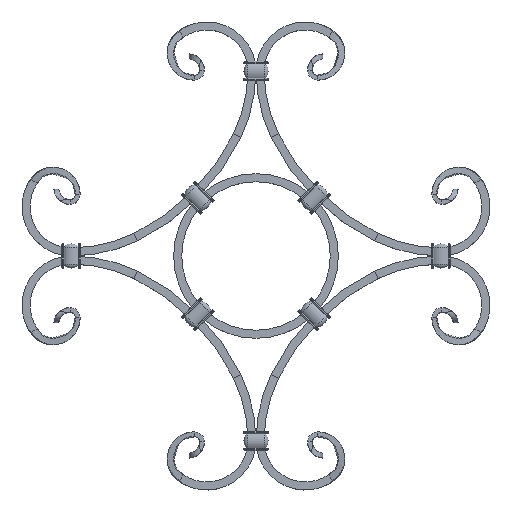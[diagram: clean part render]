
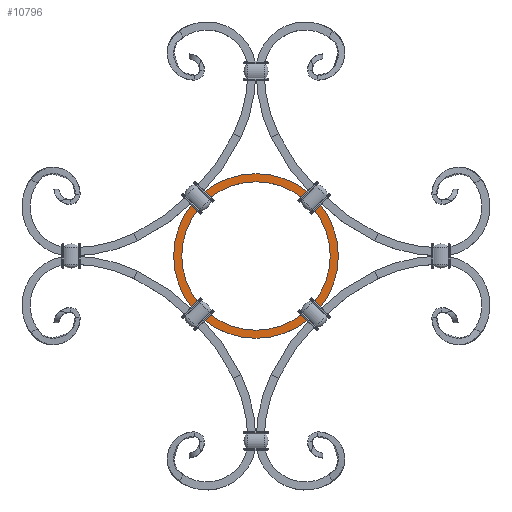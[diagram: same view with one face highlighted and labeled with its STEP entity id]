
A CAD part, top view. The second image highlights one B-rep face of the part: STEP entity #10796.
In plain terms, the highlighted planar face has unit normal (0, 0, 1).
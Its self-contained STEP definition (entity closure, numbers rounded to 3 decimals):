
#4146 = CARTESIAN_POINT ( 'NONE',  ( 51., 0., 6. ) ) ;
#5897 = CARTESIAN_POINT ( 'NONE',  ( 0., 0., 6. ) ) ;
#6907 = EDGE_CURVE ( 'NONE', #57492, #57492, #17185, .T. ) ;
#7089 = EDGE_LOOP ( 'NONE', ( #32243 ) ) ;
#8819 = FACE_BOUND ( 'NONE', #42213, .T. ) ;
#9614 = DIRECTION ( 'NONE',  ( 0., 0., 1. ) ) ;
#10387 = CARTESIAN_POINT ( 'NONE',  ( 46., 0., 6. ) ) ;
#10542 = DIRECTION ( 'NONE',  ( 0., 0., 1. ) ) ;
#10796 = ADVANCED_FACE ( 'NONE', ( #21154, #8819 ), #51069, .T. ) ;
#15500 = VERTEX_POINT ( 'NONE', #10387 ) ;
#17185 = CIRCLE ( 'NONE', #25047, 51. ) ;
#17532 = CIRCLE ( 'NONE', #50188, 46. ) ;
#21154 = FACE_OUTER_BOUND ( 'NONE', #7089, .T. ) ;
#22510 = DIRECTION ( 'NONE',  ( 1., 0., 0. ) ) ;
#23620 = CARTESIAN_POINT ( 'NONE',  ( 0., 0., 6. ) ) ;
#25047 = AXIS2_PLACEMENT_3D ( 'NONE', #23620, #9614, #42434 ) ;
#30869 = EDGE_CURVE ( 'NONE', #15500, #15500, #17532, .T. ) ;
#32243 = ORIENTED_EDGE ( 'NONE', *, *, #6907, .T. ) ;
#35764 = ORIENTED_EDGE ( 'NONE', *, *, #30869, .F. ) ;
#39359 = AXIS2_PLACEMENT_3D ( 'NONE', #55323, #59915, #22510 ) ;
#42213 = EDGE_LOOP ( 'NONE', ( #35764 ) ) ;
#42434 = DIRECTION ( 'NONE',  ( 1., 0., 0. ) ) ;
#50188 = AXIS2_PLACEMENT_3D ( 'NONE', #5897, #10542, #57307 ) ;
#51069 = PLANE ( 'NONE',  #39359 ) ;
#55323 = CARTESIAN_POINT ( 'NONE',  ( 0., 0., 6. ) ) ;
#57307 = DIRECTION ( 'NONE',  ( 1., 0., 0. ) ) ;
#57492 = VERTEX_POINT ( 'NONE', #4146 ) ;
#59915 = DIRECTION ( 'NONE',  ( 0., 0., 1. ) ) ;
